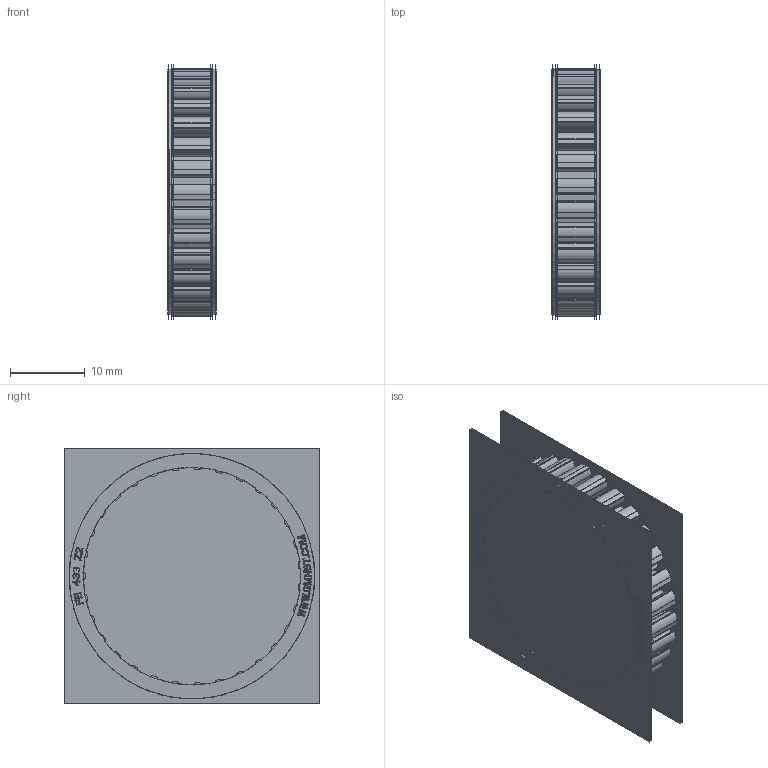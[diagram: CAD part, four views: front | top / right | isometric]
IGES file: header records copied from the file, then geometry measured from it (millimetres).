
Start section:  PTC IGES file: fe433z2.igs
Global section: file name: fe433z2.igs; native system: Creo Parametric by Parametric Technology Corporation; preprocessor: 2013150; author: sales 4; organization: Unknown; date: 20140324.141642; units: millimetre
Bounding box: 6.55 x 34.14 x 34.15 mm (x, y, z)
Volume: 1211.9 mm3; surface area: 34155.4 mm2
Topology: 32 solids, 32 shells, 2692 faces, 14292 edges, 18052 vertices
Faces by surface type: bspline 1444, revolution 1248
